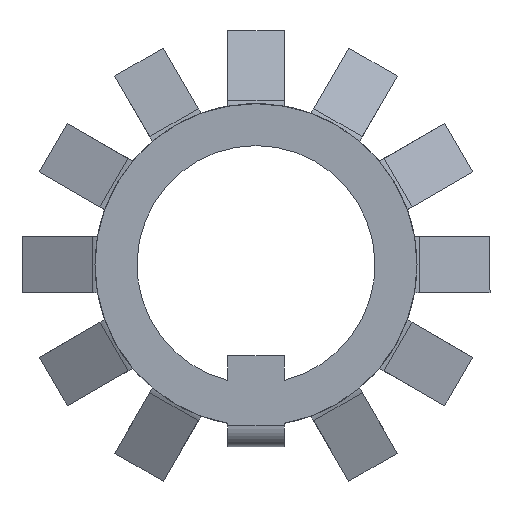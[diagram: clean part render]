
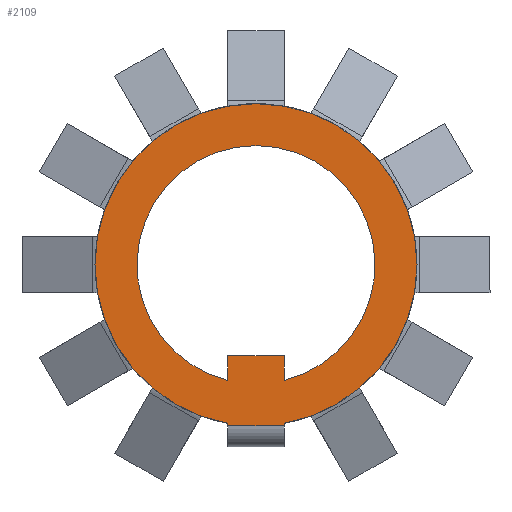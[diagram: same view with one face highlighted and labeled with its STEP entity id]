
A CAD part, front view. The second image highlights one B-rep face of the part: STEP entity #2109.
In plain terms, the highlighted planar face has unit normal (0, -1, 0).
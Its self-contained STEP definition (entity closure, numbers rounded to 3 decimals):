
#5 = VECTOR ( 'NONE', #1384, 1000. ) ;
#16 = CARTESIAN_POINT ( 'NONE',  ( -2., 0., -8.5 ) ) ;
#30 = VERTEX_POINT ( 'NONE', #2592 ) ;
#43 = VERTEX_POINT ( 'NONE', #2016 ) ;
#97 = VERTEX_POINT ( 'NONE', #1603 ) ;
#147 = ORIENTED_EDGE ( 'NONE', *, *, #1326, .T. ) ;
#188 = ORIENTED_EDGE ( 'NONE', *, *, #2555, .F. ) ;
#214 = VERTEX_POINT ( 'NONE', #2836 ) ;
#366 = EDGE_CURVE ( 'NONE', #1967, #1182, #1942, .T. ) ;
#424 = AXIS2_PLACEMENT_3D ( 'NONE', #534, #2248, #772 ) ;
#520 = ORIENTED_EDGE ( 'NONE', *, *, #1268, .T. ) ;
#534 = CARTESIAN_POINT ( 'NONE',  ( 0., 0., 0. ) ) ;
#587 = LINE ( 'NONE', #2030, #2467 ) ;
#604 = ORIENTED_EDGE ( 'NONE', *, *, #2618, .F. ) ;
#698 = DIRECTION ( 'NONE',  ( -1., 0., 0. ) ) ;
#712 = LINE ( 'NONE', #2863, #5 ) ;
#731 = DIRECTION ( 'NONE',  ( 0., 0., 1. ) ) ;
#759 = VERTEX_POINT ( 'NONE', #1934 ) ;
#772 = DIRECTION ( 'NONE',  ( 0., 0., -1. ) ) ;
#789 = LINE ( 'NONE', #1447, #2668 ) ;
#810 = EDGE_CURVE ( 'NONE', #97, #1967, #789, .T. ) ;
#818 = VERTEX_POINT ( 'NONE', #1702 ) ;
#843 = AXIS2_PLACEMENT_3D ( 'NONE', #900, #2610, #1134 ) ;
#860 = FACE_BOUND ( 'NONE', #1632, .T. ) ;
#885 = CIRCLE ( 'NONE', #843, 11.5 ) ;
#900 = CARTESIAN_POINT ( 'NONE',  ( 0., 0., 0. ) ) ;
#1134 = DIRECTION ( 'NONE',  ( 0., 0., -1. ) ) ;
#1182 = VERTEX_POINT ( 'NONE', #2831 ) ;
#1205 = DIRECTION ( 'NONE',  ( -1., 0., 0. ) ) ;
#1268 = EDGE_CURVE ( 'NONE', #43, #818, #712, .T. ) ;
#1326 = EDGE_CURVE ( 'NONE', #818, #30, #2924, .T. ) ;
#1384 = DIRECTION ( 'NONE',  ( 0., 0., 1. ) ) ;
#1421 = FACE_OUTER_BOUND ( 'NONE', #1884, .T. ) ;
#1447 = CARTESIAN_POINT ( 'NONE',  ( 2., 0., -11.5 ) ) ;
#1494 = LINE ( 'NONE', #16, #2085 ) ;
#1603 = CARTESIAN_POINT ( 'NONE',  ( 2., 0., -11.5 ) ) ;
#1632 = EDGE_LOOP ( 'NONE', ( #188, #604, #520, #147 ) ) ;
#1674 = AXIS2_PLACEMENT_3D ( 'NONE', #3120, #2875, #2161 ) ;
#1702 = CARTESIAN_POINT ( 'NONE',  ( 2., 0., -6.5 ) ) ;
#1846 = CIRCLE ( 'NONE', #424, 8.5 ) ;
#1884 = EDGE_LOOP ( 'NONE', ( #2896, #2148, #2178, #2327 ) ) ;
#1906 = PLANE ( 'NONE',  #1674 ) ;
#1934 = CARTESIAN_POINT ( 'NONE',  ( -2., 0., -8.261 ) ) ;
#1942 = LINE ( 'NONE', #1985, #2525 ) ;
#1967 = VERTEX_POINT ( 'NONE', #2351 ) ;
#1985 = CARTESIAN_POINT ( 'NONE',  ( -2., 0., -8.5 ) ) ;
#2003 = DIRECTION ( 'NONE',  ( 0., 0., 1. ) ) ;
#2016 = CARTESIAN_POINT ( 'NONE',  ( 2., 0., -8.261 ) ) ;
#2030 = CARTESIAN_POINT ( 'NONE',  ( 2., 0., -8.5 ) ) ;
#2085 = VECTOR ( 'NONE', #731, 1000. ) ;
#2109 = ADVANCED_FACE ( 'NONE', ( #860, #1421 ), #1906, .T. ) ;
#2148 = ORIENTED_EDGE ( 'NONE', *, *, #366, .F. ) ;
#2161 = DIRECTION ( 'NONE',  ( 0., 0., -1. ) ) ;
#2175 = CARTESIAN_POINT ( 'NONE',  ( 2., 0., -6.5 ) ) ;
#2178 = ORIENTED_EDGE ( 'NONE', *, *, #810, .F. ) ;
#2248 = DIRECTION ( 'NONE',  ( 0., -1., 0. ) ) ;
#2269 = DIRECTION ( 'NONE',  ( 0., 0., 1. ) ) ;
#2327 = ORIENTED_EDGE ( 'NONE', *, *, #2390, .T. ) ;
#2351 = CARTESIAN_POINT ( 'NONE',  ( -2., 0., -11.5 ) ) ;
#2367 = VECTOR ( 'NONE', #698, 1000. ) ;
#2390 = EDGE_CURVE ( 'NONE', #97, #214, #587, .T. ) ;
#2467 = VECTOR ( 'NONE', #2269, 1000. ) ;
#2525 = VECTOR ( 'NONE', #2003, 1000. ) ;
#2555 = EDGE_CURVE ( 'NONE', #759, #30, #1494, .T. ) ;
#2592 = CARTESIAN_POINT ( 'NONE',  ( -2., 0., -6.5 ) ) ;
#2610 = DIRECTION ( 'NONE',  ( 0., -1., 0. ) ) ;
#2618 = EDGE_CURVE ( 'NONE', #43, #759, #1846, .T. ) ;
#2668 = VECTOR ( 'NONE', #1205, 1000. ) ;
#2831 = CARTESIAN_POINT ( 'NONE',  ( -2., 0., -11.325 ) ) ;
#2836 = CARTESIAN_POINT ( 'NONE',  ( 2., 0., -11.325 ) ) ;
#2863 = CARTESIAN_POINT ( 'NONE',  ( 2., 0., -8.5 ) ) ;
#2875 = DIRECTION ( 'NONE',  ( 0., -1., 0. ) ) ;
#2896 = ORIENTED_EDGE ( 'NONE', *, *, #2908, .T. ) ;
#2908 = EDGE_CURVE ( 'NONE', #214, #1182, #885, .T. ) ;
#2924 = LINE ( 'NONE', #2175, #2367 ) ;
#3120 = CARTESIAN_POINT ( 'NONE',  ( 8.5, 0., 0. ) ) ;
